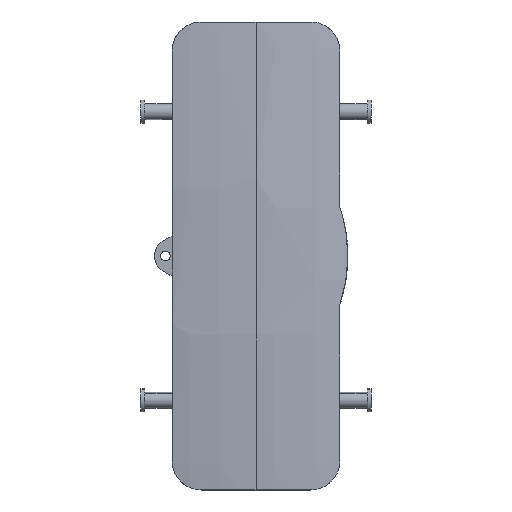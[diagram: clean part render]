
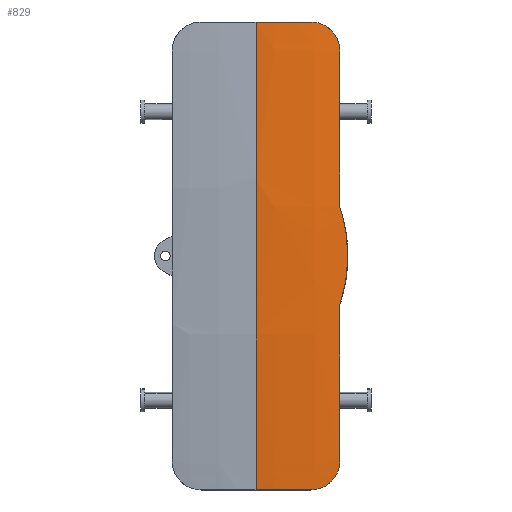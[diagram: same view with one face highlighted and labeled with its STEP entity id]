
A CAD part, top view. The second image highlights one B-rep face of the part: STEP entity #829.
In plain terms, the highlighted face is a revolution surface.
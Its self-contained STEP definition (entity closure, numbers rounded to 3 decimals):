
#793=AXIS2_PLACEMENT_3D('Circle Axis2P3D',#791,#792,$) ;
#816=AXIS2_PLACEMENT_3D('Circle Axis2P3D',#814,#815,$) ;
#190=CARTESIAN_POINT('Vertex',(51.,7.5,16.402)) ;
#211=CARTESIAN_POINT('Vertex',(51.,47.5,17.863)) ;
#215=CARTESIAN_POINT('Control Point',(51.,7.5,16.402)) ;
#216=CARTESIAN_POINT('Control Point',(51.,15.492,16.874)) ;
#217=CARTESIAN_POINT('Control Point',(51.,23.489,17.257)) ;
#218=CARTESIAN_POINT('Control Point',(51.,31.491,17.549)) ;
#219=CARTESIAN_POINT('Control Point',(51.,39.495,17.751)) ;
#220=CARTESIAN_POINT('Control Point',(51.,47.5,17.863)) ;
#240=CARTESIAN_POINT('Control Point',(51.,7.5,16.402)) ;
#241=CARTESIAN_POINT('Control Point',(51.,5.141,16.263)) ;
#242=CARTESIAN_POINT('Control Point',(50.076,2.77,16.25)) ;
#243=CARTESIAN_POINT('Control Point',(48.193,0.913,16.403)) ;
#244=CARTESIAN_POINT('Control Point',(45.848,0.,16.611)) ;
#245=CARTESIAN_POINT('Control Point',(43.5,0.,16.834)) ;
#246=CARTESIAN_POINT('Vertex',(43.5,0.,16.834)) ;
#699=CARTESIAN_POINT('Vertex',(51.,72.5,17.863)) ;
#703=CARTESIAN_POINT('Control Point',(51.,47.5,17.863)) ;
#704=CARTESIAN_POINT('Control Point',(53.039,53.526,17.653)) ;
#705=CARTESIAN_POINT('Control Point',(53.768,60.,17.545)) ;
#706=CARTESIAN_POINT('Control Point',(53.039,66.474,17.653)) ;
#707=CARTESIAN_POINT('Control Point',(51.,72.5,17.863)) ;
#773=CARTESIAN_POINT('Control Point',(29.5,-0.021,17.496)) ;
#774=CARTESIAN_POINT('Control Point',(29.5,39.934,20.167)) ;
#775=CARTESIAN_POINT('Control Point',(29.5,80.066,20.167)) ;
#776=CARTESIAN_POINT('Control Point',(29.5,120.021,17.496)) ;
#777=CARTESIAN_POINT('Axis1P Location',(29.5,60.,-130.5)) ;
#782=CARTESIAN_POINT('Control Point',(29.5,0.,17.498)) ;
#783=CARTESIAN_POINT('Control Point',(29.5,39.941,20.166)) ;
#784=CARTESIAN_POINT('Control Point',(29.5,80.059,20.166)) ;
#785=CARTESIAN_POINT('Control Point',(29.5,120.,17.498)) ;
#786=CARTESIAN_POINT('Vertex',(29.5,0.,17.498)) ;
#788=CARTESIAN_POINT('Vertex',(29.5,120.,17.498)) ;
#791=CARTESIAN_POINT('Axis2P3D Location',(29.5,0.,-130.5)) ;
#797=CARTESIAN_POINT('Control Point',(51.,112.5,16.402)) ;
#798=CARTESIAN_POINT('Control Point',(51.,99.18,17.189)) ;
#799=CARTESIAN_POINT('Control Point',(51.,85.842,17.676)) ;
#800=CARTESIAN_POINT('Control Point',(51.,72.5,17.863)) ;
#801=CARTESIAN_POINT('Vertex',(51.,112.5,16.402)) ;
#805=CARTESIAN_POINT('Control Point',(51.,112.5,16.402)) ;
#806=CARTESIAN_POINT('Control Point',(51.,114.861,16.263)) ;
#807=CARTESIAN_POINT('Control Point',(50.073,117.236,16.25)) ;
#808=CARTESIAN_POINT('Control Point',(48.189,119.09,16.403)) ;
#809=CARTESIAN_POINT('Control Point',(45.844,120.,16.611)) ;
#810=CARTESIAN_POINT('Control Point',(43.5,120.,16.834)) ;
#811=CARTESIAN_POINT('Vertex',(43.5,120.,16.834)) ;
#814=CARTESIAN_POINT('Axis2P3D Location',(29.5,120.,-130.5)) ;
#778=DIRECTION('Axis1P Direction',(0.,-1.,0.)) ;
#792=DIRECTION('Axis2P3D Direction',(0.,-1.,0.)) ;
#815=DIRECTION('Axis2P3D Direction',(0.,-1.,0.)) ;
#779=AXIS1_PLACEMENT('Revolution Surface Axis1P',#777,#778) ;
#820=ORIENTED_EDGE('',*,*,#790,.F.) ;
#821=ORIENTED_EDGE('',*,*,#795,.F.) ;
#822=ORIENTED_EDGE('',*,*,#248,.F.) ;
#823=ORIENTED_EDGE('',*,*,#221,.T.) ;
#824=ORIENTED_EDGE('',*,*,#708,.T.) ;
#825=ORIENTED_EDGE('',*,*,#803,.F.) ;
#826=ORIENTED_EDGE('',*,*,#813,.F.) ;
#827=ORIENTED_EDGE('',*,*,#818,.T.) ;
#829=ADVANCED_FACE('Hood',(#828),#780,.F.) ;
#214=B_SPLINE_CURVE_WITH_KNOTS('',5,(#215,#216,#217,#218,#219,#220),.UNSPECIFIED.,.F.,.U.,(6,6),(0.,56.611),.UNSPECIFIED.) ;
#239=B_SPLINE_CURVE_WITH_KNOTS('',5,(#240,#241,#242,#243,#244,#245),.UNSPECIFIED.,.F.,.U.,(6,6),(0.,17.154),.UNSPECIFIED.) ;
#702=B_SPLINE_CURVE_WITH_KNOTS('',4,(#703,#704,#705,#706,#707),.UNSPECIFIED.,.F.,.U.,(5,5),(0.,36.221),.UNSPECIFIED.) ;
#772=B_SPLINE_CURVE_WITH_KNOTS('',3,(#773,#774,#775,#776),.UNSPECIFIED.,.F.,.U.,(4,4),(1353.651,1473.872),.UNSPECIFIED.) ;
#781=B_SPLINE_CURVE_WITH_KNOTS('',3,(#782,#783,#784,#785),.UNSPECIFIED.,.F.,.U.,(4,4),(1353.672,1473.85),.UNSPECIFIED.) ;
#796=B_SPLINE_CURVE_WITH_KNOTS('',3,(#797,#798,#799,#800),.UNSPECIFIED.,.F.,.U.,(4,4),(0.,56.634),.UNSPECIFIED.) ;
#804=B_SPLINE_CURVE_WITH_KNOTS('',5,(#805,#806,#807,#808,#809,#810),.UNSPECIFIED.,.F.,.U.,(6,6),(0.,17.176),.UNSPECIFIED.) ;
#794=CIRCLE('generated circle',#793,147.998) ;
#817=CIRCLE('generated circle',#816,147.998) ;
#221=EDGE_CURVE('',#191,#212,#214,.T.) ;
#248=EDGE_CURVE('',#191,#247,#239,.T.) ;
#708=EDGE_CURVE('',#212,#700,#702,.T.) ;
#790=EDGE_CURVE('',#787,#789,#781,.T.) ;
#795=EDGE_CURVE('',#247,#787,#794,.T.) ;
#803=EDGE_CURVE('',#802,#700,#796,.T.) ;
#813=EDGE_CURVE('',#812,#802,#804,.F.) ;
#818=EDGE_CURVE('',#812,#789,#817,.T.) ;
#819=EDGE_LOOP('',(#820,#821,#822,#823,#824,#825,#826,#827)) ;
#828=FACE_OUTER_BOUND('',#819,.T.) ;
#780=SURFACE_OF_REVOLUTION('Surface of Revolution',#772,#779) ;
#191=VERTEX_POINT('',#190) ;
#212=VERTEX_POINT('',#211) ;
#247=VERTEX_POINT('',#246) ;
#700=VERTEX_POINT('',#699) ;
#787=VERTEX_POINT('',#786) ;
#789=VERTEX_POINT('',#788) ;
#802=VERTEX_POINT('',#801) ;
#812=VERTEX_POINT('',#811) ;
